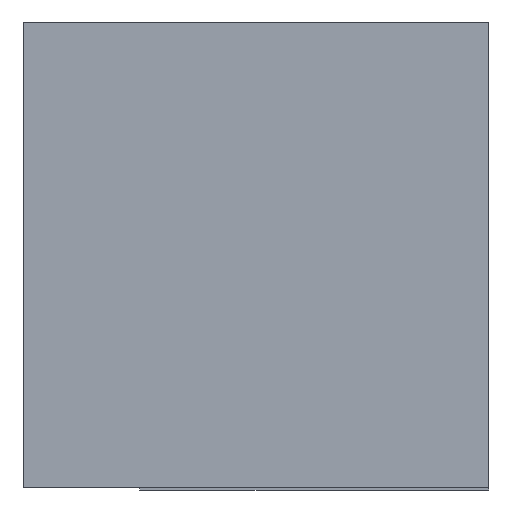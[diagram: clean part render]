
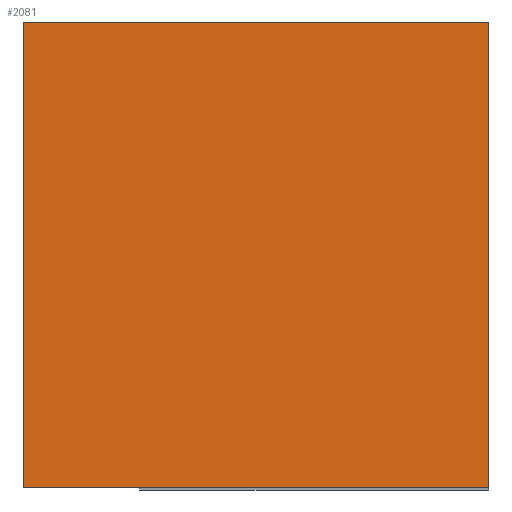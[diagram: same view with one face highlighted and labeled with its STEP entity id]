
A CAD part, front view. The second image highlights one B-rep face of the part: STEP entity #2081.
In plain terms, the highlighted planar face has unit normal (0, -1, 0).
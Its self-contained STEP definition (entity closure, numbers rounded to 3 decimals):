
#223=PLANE('',#2194);
#334=FACE_OUTER_BOUND('',#456,.T.);
#456=EDGE_LOOP('',(#1940,#1941,#1942,#1943));
#612=LINE('',#3788,#810);
#655=LINE('',#3894,#853);
#656=LINE('',#3895,#854);
#657=LINE('',#3896,#855);
#810=VECTOR('',#2462,10.);
#853=VECTOR('',#2563,10.);
#854=VECTOR('',#2564,10.);
#855=VECTOR('',#2565,10.);
#1036=VERTEX_POINT('',#3785);
#1037=VERTEX_POINT('',#3787);
#1070=VERTEX_POINT('',#3892);
#1071=VERTEX_POINT('',#3893);
#1314=EDGE_CURVE('',#1036,#1037,#612,.T.);
#1365=EDGE_CURVE('',#1070,#1071,#655,.T.);
#1366=EDGE_CURVE('',#1071,#1037,#656,.T.);
#1367=EDGE_CURVE('',#1070,#1036,#657,.T.);
#1940=ORIENTED_EDGE('',*,*,#1365,.T.);
#1941=ORIENTED_EDGE('',*,*,#1366,.T.);
#1942=ORIENTED_EDGE('',*,*,#1314,.F.);
#1943=ORIENTED_EDGE('',*,*,#1367,.F.);
#2081=ADVANCED_FACE('',(#334),#223,.T.);
#2194=AXIS2_PLACEMENT_3D('',#3891,#2561,#2562);
#2462=DIRECTION('',(0.,0.,-1.));
#2561=DIRECTION('center_axis',(0.,-1.,0.));
#2562=DIRECTION('ref_axis',(0.,0.,-1.));
#2563=DIRECTION('',(0.,0.,-1.));
#2564=DIRECTION('',(1.,0.,0.));
#2565=DIRECTION('',(1.,0.,0.));
#3785=CARTESIAN_POINT('',(16.,-8.,8.));
#3787=CARTESIAN_POINT('',(16.,-8.,-8.));
#3788=CARTESIAN_POINT('',(16.,-8.,8.));
#3891=CARTESIAN_POINT('Origin',(0.,-8.,8.));
#3892=CARTESIAN_POINT('',(0.,-8.,8.));
#3893=CARTESIAN_POINT('',(0.,-8.,-8.));
#3894=CARTESIAN_POINT('',(0.,-8.,8.));
#3895=CARTESIAN_POINT('',(0.,-8.,-8.));
#3896=CARTESIAN_POINT('',(0.,-8.,8.));
